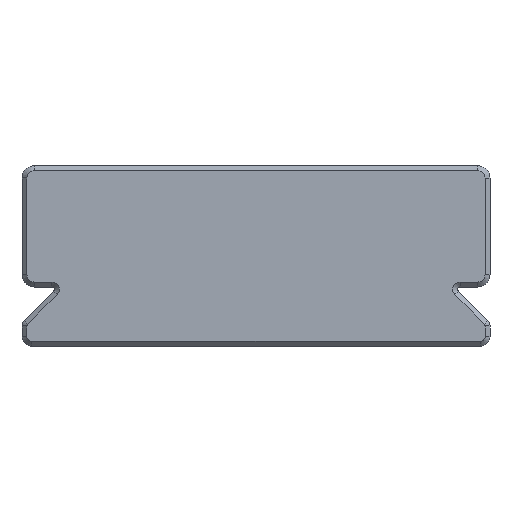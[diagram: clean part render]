
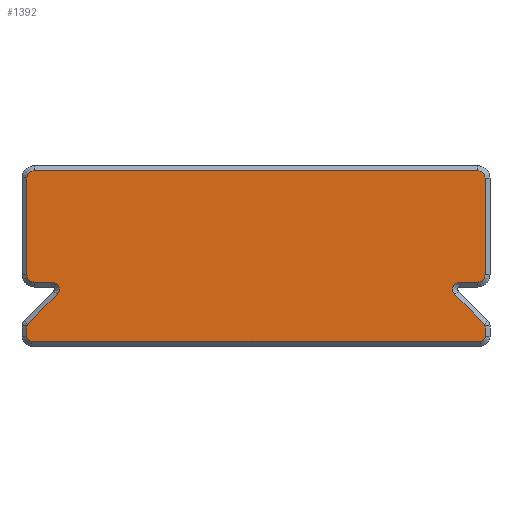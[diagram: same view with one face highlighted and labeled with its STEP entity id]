
A CAD part, front view. The second image highlights one B-rep face of the part: STEP entity #1392.
In plain terms, the highlighted planar face has unit normal (0, -1, 0).
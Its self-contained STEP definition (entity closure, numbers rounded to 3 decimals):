
#74=PLANE('',#1528);
#127=FACE_OUTER_BOUND('',#221,.T.);
#221=EDGE_LOOP('',(#1059,#1060,#1061,#1062,#1063,#1064,#1065,#1066,#1067,
#1068,#1069,#1070,#1071,#1072,#1073,#1074,#1075,#1076,#1077,#1078));
#288=CIRCLE('',#1471,0.6);
#290=CIRCLE('',#1475,0.6);
#292=CIRCLE('',#1479,0.6);
#294=CIRCLE('',#1483,0.2);
#296=CIRCLE('',#1487,0.4);
#298=CIRCLE('',#1491,0.4);
#300=CIRCLE('',#1495,0.2);
#302=CIRCLE('',#1499,0.6);
#304=CIRCLE('',#1503,0.6);
#306=CIRCLE('',#1507,0.6);
#356=LINE('',#2104,#485);
#360=LINE('',#2116,#489);
#366=LINE('',#2131,#495);
#370=LINE('',#2143,#499);
#374=LINE('',#2155,#503);
#376=LINE('',#2164,#505);
#380=LINE('',#2176,#509);
#384=LINE('',#2188,#513);
#388=LINE('',#2200,#517);
#393=LINE('',#2212,#522);
#485=VECTOR('',#1645,10.);
#489=VECTOR('',#1657,10.);
#495=VECTOR('',#1671,10.);
#499=VECTOR('',#1683,10.);
#503=VECTOR('',#1695,10.);
#505=VECTOR('',#1705,10.);
#509=VECTOR('',#1717,10.);
#513=VECTOR('',#1729,10.);
#517=VECTOR('',#1741,10.);
#522=VECTOR('',#1754,10.);
#612=VERTEX_POINT('',#2094);
#615=VERTEX_POINT('',#2099);
#616=VERTEX_POINT('',#2103);
#618=VERTEX_POINT('',#2109);
#620=VERTEX_POINT('',#2115);
#622=VERTEX_POINT('',#2121);
#624=VERTEX_POINT('',#2127);
#626=VERTEX_POINT('',#2133);
#628=VERTEX_POINT('',#2139);
#630=VERTEX_POINT('',#2145);
#632=VERTEX_POINT('',#2151);
#634=VERTEX_POINT('',#2157);
#636=VERTEX_POINT('',#2163);
#638=VERTEX_POINT('',#2169);
#640=VERTEX_POINT('',#2175);
#642=VERTEX_POINT('',#2181);
#644=VERTEX_POINT('',#2187);
#646=VERTEX_POINT('',#2193);
#648=VERTEX_POINT('',#2199);
#650=VERTEX_POINT('',#2205);
#730=EDGE_CURVE('',#615,#612,#288,.T.);
#731=EDGE_CURVE('',#612,#616,#356,.T.);
#736=EDGE_CURVE('',#616,#618,#290,.T.);
#737=EDGE_CURVE('',#618,#620,#360,.T.);
#742=EDGE_CURVE('',#620,#622,#292,.T.);
#745=EDGE_CURVE('',#622,#624,#366,.T.);
#748=EDGE_CURVE('',#624,#626,#294,.T.);
#751=EDGE_CURVE('',#626,#628,#370,.T.);
#754=EDGE_CURVE('',#628,#630,#296,.T.);
#757=EDGE_CURVE('',#630,#632,#374,.T.);
#760=EDGE_CURVE('',#632,#634,#298,.T.);
#761=EDGE_CURVE('',#634,#636,#376,.T.);
#766=EDGE_CURVE('',#636,#638,#300,.T.);
#767=EDGE_CURVE('',#638,#640,#380,.T.);
#772=EDGE_CURVE('',#640,#642,#302,.T.);
#773=EDGE_CURVE('',#642,#644,#384,.T.);
#778=EDGE_CURVE('',#644,#646,#304,.T.);
#779=EDGE_CURVE('',#646,#648,#388,.T.);
#784=EDGE_CURVE('',#648,#650,#306,.T.);
#786=EDGE_CURVE('',#650,#615,#393,.T.);
#1059=ORIENTED_EDGE('',*,*,#730,.F.);
#1060=ORIENTED_EDGE('',*,*,#786,.F.);
#1061=ORIENTED_EDGE('',*,*,#784,.F.);
#1062=ORIENTED_EDGE('',*,*,#779,.F.);
#1063=ORIENTED_EDGE('',*,*,#778,.F.);
#1064=ORIENTED_EDGE('',*,*,#773,.F.);
#1065=ORIENTED_EDGE('',*,*,#772,.F.);
#1066=ORIENTED_EDGE('',*,*,#767,.F.);
#1067=ORIENTED_EDGE('',*,*,#766,.F.);
#1068=ORIENTED_EDGE('',*,*,#761,.F.);
#1069=ORIENTED_EDGE('',*,*,#760,.F.);
#1070=ORIENTED_EDGE('',*,*,#757,.F.);
#1071=ORIENTED_EDGE('',*,*,#754,.F.);
#1072=ORIENTED_EDGE('',*,*,#751,.F.);
#1073=ORIENTED_EDGE('',*,*,#748,.F.);
#1074=ORIENTED_EDGE('',*,*,#745,.F.);
#1075=ORIENTED_EDGE('',*,*,#742,.F.);
#1076=ORIENTED_EDGE('',*,*,#737,.F.);
#1077=ORIENTED_EDGE('',*,*,#736,.F.);
#1078=ORIENTED_EDGE('',*,*,#731,.F.);
#1392=ADVANCED_FACE('',(#127),#74,.F.);
#1471=AXIS2_PLACEMENT_3D('',#2101,#1641,#1642);
#1475=AXIS2_PLACEMENT_3D('',#2113,#1653,#1654);
#1479=AXIS2_PLACEMENT_3D('',#2125,#1665,#1666);
#1483=AXIS2_PLACEMENT_3D('',#2137,#1677,#1678);
#1487=AXIS2_PLACEMENT_3D('',#2149,#1689,#1690);
#1491=AXIS2_PLACEMENT_3D('',#2161,#1701,#1702);
#1495=AXIS2_PLACEMENT_3D('',#2173,#1713,#1714);
#1499=AXIS2_PLACEMENT_3D('',#2185,#1725,#1726);
#1503=AXIS2_PLACEMENT_3D('',#2197,#1737,#1738);
#1507=AXIS2_PLACEMENT_3D('',#2209,#1749,#1750);
#1528=AXIS2_PLACEMENT_3D('',#2271,#1813,#1814);
#1641=DIRECTION('center_axis',(0.,1.,0.));
#1642=DIRECTION('ref_axis',(0.707,0.,0.707));
#1645=DIRECTION('',(0.,0.,-1.));
#1653=DIRECTION('center_axis',(0.,1.,0.));
#1654=DIRECTION('ref_axis',(0.707,0.,-0.707));
#1657=DIRECTION('',(-1.,0.,0.));
#1665=DIRECTION('center_axis',(0.,-1.,0.));
#1666=DIRECTION('ref_axis',(-0.924,0.,0.383));
#1671=DIRECTION('',(0.707,0.,-0.707));
#1677=DIRECTION('center_axis',(0.,1.,0.));
#1678=DIRECTION('ref_axis',(0.924,0.,0.383));
#1683=DIRECTION('',(0.,0.,-1.));
#1689=DIRECTION('center_axis',(0.,1.,0.));
#1690=DIRECTION('ref_axis',(1.,0.,0.));
#1695=DIRECTION('',(-1.,0.,0.));
#1701=DIRECTION('center_axis',(0.,1.,0.));
#1702=DIRECTION('ref_axis',(-1.,0.,0.));
#1705=DIRECTION('',(0.,0.,1.));
#1713=DIRECTION('center_axis',(0.,1.,0.));
#1714=DIRECTION('ref_axis',(-0.924,0.,0.383));
#1717=DIRECTION('',(0.707,0.,0.707));
#1725=DIRECTION('center_axis',(0.,-1.,0.));
#1726=DIRECTION('ref_axis',(0.924,0.,0.383));
#1729=DIRECTION('',(-1.,0.,0.));
#1737=DIRECTION('center_axis',(0.,1.,0.));
#1738=DIRECTION('ref_axis',(-0.707,0.,-0.707));
#1741=DIRECTION('',(0.,0.,1.));
#1749=DIRECTION('center_axis',(0.,1.,0.));
#1750=DIRECTION('ref_axis',(-0.707,0.,0.707));
#1754=DIRECTION('',(1.,0.,0.));
#1813=DIRECTION('center_axis',(0.,1.,0.));
#1814=DIRECTION('ref_axis',(1.,0.,0.));
#2094=CARTESIAN_POINT('',(37.7,0.,8.874));
#2099=CARTESIAN_POINT('',(37.1,0.,9.474));
#2101=CARTESIAN_POINT('Origin',(37.1,0.,8.874));
#2103=CARTESIAN_POINT('',(37.7,0.,1.));
#2104=CARTESIAN_POINT('',(37.7,0.,2.544));
#2109=CARTESIAN_POINT('',(37.1,0.,0.4));
#2113=CARTESIAN_POINT('Origin',(37.1,0.,1.));
#2115=CARTESIAN_POINT('',(35.662,0.,0.4));
#2116=CARTESIAN_POINT('',(28.575,0.,0.4));
#2121=CARTESIAN_POINT('',(35.238,0.,-0.624));
#2125=CARTESIAN_POINT('Origin',(35.662,0.,-0.2));
#2127=CARTESIAN_POINT('',(37.641,0.,-3.028));
#2131=CARTESIAN_POINT('',(30.842,0.,3.771));
#2133=CARTESIAN_POINT('',(37.7,0.,-3.17));
#2137=CARTESIAN_POINT('Origin',(37.5,0.,-3.17));
#2139=CARTESIAN_POINT('',(37.7,0.,-4.026));
#2143=CARTESIAN_POINT('',(37.7,0.,-1.417));
#2145=CARTESIAN_POINT('',(37.3,0.,-4.426));
#2149=CARTESIAN_POINT('Origin',(37.3,0.,-4.026));
#2151=CARTESIAN_POINT('',(0.8,0.,-4.426));
#2155=CARTESIAN_POINT('',(28.175,0.,-4.426));
#2157=CARTESIAN_POINT('',(0.4,0.,-4.026));
#2161=CARTESIAN_POINT('Origin',(0.8,0.,-4.026));
#2163=CARTESIAN_POINT('',(0.4,0.,-3.17));
#2164=CARTESIAN_POINT('',(0.4,0.,-1.97));
#2169=CARTESIAN_POINT('',(0.459,0.,-3.028));
#2173=CARTESIAN_POINT('Origin',(0.6,0.,-3.17));
#2175=CARTESIAN_POINT('',(2.862,0.,-0.624));
#2176=CARTESIAN_POINT('',(5.797,0.,2.311));
#2181=CARTESIAN_POINT('',(2.438,0.,0.4));
#2185=CARTESIAN_POINT('Origin',(2.438,0.,-0.2));
#2187=CARTESIAN_POINT('',(1.,0.,0.4));
#2188=CARTESIAN_POINT('',(10.986,0.,0.4));
#2193=CARTESIAN_POINT('',(0.4,0.,1.));
#2197=CARTESIAN_POINT('Origin',(1.,0.,1.));
#2199=CARTESIAN_POINT('',(0.4,0.,8.874));
#2200=CARTESIAN_POINT('',(0.4,0.,0.043));
#2205=CARTESIAN_POINT('',(1.,0.,9.474));
#2209=CARTESIAN_POINT('Origin',(1.,0.,8.874));
#2212=CARTESIAN_POINT('',(27.3,0.,9.474));
#2271=CARTESIAN_POINT('Origin',(19.05,0.,0.087));
